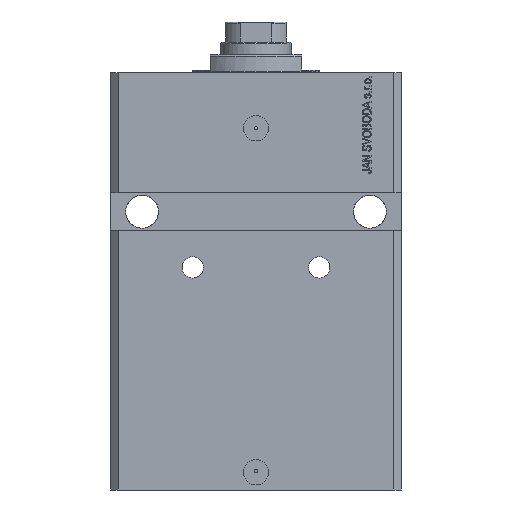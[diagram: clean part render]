
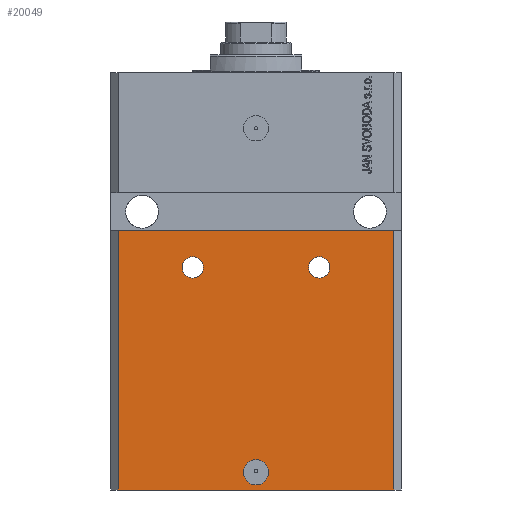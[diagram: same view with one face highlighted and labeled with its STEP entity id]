
A CAD part, front view. The second image highlights one B-rep face of the part: STEP entity #20049.
In plain terms, the highlighted planar face has unit normal (0, -1, 0).
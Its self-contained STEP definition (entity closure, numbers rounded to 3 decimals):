
#247 = DIRECTION ( 'NONE',  ( 1., 0., 0. ) ) ;
#299 = DIRECTION ( 'NONE',  ( 0., 0., 1. ) ) ;
#351 = CARTESIAN_POINT ( 'NONE',  ( -25., -45., -77. ) ) ;
#489 = ORIENTED_EDGE ( 'NONE', *, *, #42479, .F. ) ;
#1290 = DIRECTION ( 'NONE',  ( 1., 0., 0. ) ) ;
#1361 = EDGE_CURVE ( 'NONE', #9115, #37438, #21181, .T. ) ;
#1738 = DIRECTION ( 'NONE',  ( 1., 0., 0. ) ) ;
#2679 = VECTOR ( 'NONE', #299, 1000. ) ;
#4381 = CARTESIAN_POINT ( 'NONE',  ( 54.5, -45., -165. ) ) ;
#4627 = ORIENTED_EDGE ( 'NONE', *, *, #21227, .F. ) ;
#5587 = DIRECTION ( 'NONE',  ( 1., 0., 0. ) ) ;
#7076 = DIRECTION ( 'NONE',  ( 1., 0., 0. ) ) ;
#7787 = DIRECTION ( 'NONE',  ( 0., 0., 1. ) ) ;
#7934 = EDGE_CURVE ( 'NONE', #44891, #27493, #20758, .T. ) ;
#8322 = VERTEX_POINT ( 'NONE', #25889 ) ;
#8724 = PLANE ( 'NONE',  #48757 ) ;
#8762 = CARTESIAN_POINT ( 'NONE',  ( -20.75, -45., -77. ) ) ;
#9115 = VERTEX_POINT ( 'NONE', #36079 ) ;
#9214 = DIRECTION ( 'NONE',  ( 0., -1., 0. ) ) ;
#9807 = CARTESIAN_POINT ( 'NONE',  ( -54.5, -45., -165. ) ) ;
#11257 = CARTESIAN_POINT ( 'NONE',  ( 54.5, -45., -165. ) ) ;
#12493 = CARTESIAN_POINT ( 'NONE',  ( 0., -45., -158. ) ) ;
#12649 = VERTEX_POINT ( 'NONE', #35226 ) ;
#12697 = CARTESIAN_POINT ( 'NONE',  ( -54.5, -45., -165. ) ) ;
#12950 = ORIENTED_EDGE ( 'NONE', *, *, #1361, .F. ) ;
#13306 = CARTESIAN_POINT ( 'NONE',  ( 0., -45., -158. ) ) ;
#13821 = VERTEX_POINT ( 'NONE', #21933 ) ;
#14745 = CARTESIAN_POINT ( 'NONE',  ( -54.5, -45., -165. ) ) ;
#15287 = DIRECTION ( 'NONE',  ( 0., -1., 0. ) ) ;
#16132 = EDGE_LOOP ( 'NONE', ( #16445, #489 ) ) ;
#16445 = ORIENTED_EDGE ( 'NONE', *, *, #27850, .F. ) ;
#17975 = EDGE_LOOP ( 'NONE', ( #12950, #18205 ) ) ;
#18093 = EDGE_CURVE ( 'NONE', #12649, #26865, #18307, .T. ) ;
#18205 = ORIENTED_EDGE ( 'NONE', *, *, #47572, .F. ) ;
#18307 = LINE ( 'NONE', #36986, #35976 ) ;
#18468 = LINE ( 'NONE', #14745, #28113 ) ;
#19412 = CARTESIAN_POINT ( 'NONE',  ( 25., -45., -77. ) ) ;
#20049 = ADVANCED_FACE ( 'NONE', ( #31860, #43306, #35839, #35361 ), #8724, .T. ) ;
#20758 = LINE ( 'NONE', #9807, #32577 ) ;
#21114 = EDGE_CURVE ( 'NONE', #27493, #26865, #23192, .T. ) ;
#21181 = CIRCLE ( 'NONE', #34704, 5. ) ;
#21227 = EDGE_CURVE ( 'NONE', #44891, #12649, #18468, .T. ) ;
#21933 = CARTESIAN_POINT ( 'NONE',  ( -29.25, -45., -77. ) ) ;
#22080 = DIRECTION ( 'NONE',  ( 0., -1., 0. ) ) ;
#22567 = DIRECTION ( 'NONE',  ( -1., 0., 0. ) ) ;
#23192 = LINE ( 'NONE', #11257, #2679 ) ;
#23338 = EDGE_LOOP ( 'NONE', ( #31745, #4627, #34336, #36702 ) ) ;
#25889 = CARTESIAN_POINT ( 'NONE',  ( 20.75, -45., -77. ) ) ;
#25966 = AXIS2_PLACEMENT_3D ( 'NONE', #45228, #22080, #22567 ) ;
#26124 = ORIENTED_EDGE ( 'NONE', *, *, #31857, .F. ) ;
#26865 = VERTEX_POINT ( 'NONE', #42455 ) ;
#27367 = AXIS2_PLACEMENT_3D ( 'NONE', #19412, #34365, #247 ) ;
#27493 = VERTEX_POINT ( 'NONE', #4381 ) ;
#27850 = EDGE_CURVE ( 'NONE', #33244, #8322, #40283, .T. ) ;
#28113 = VECTOR ( 'NONE', #7787, 1000. ) ;
#29148 = CIRCLE ( 'NONE', #35532, 5. ) ;
#30218 = DIRECTION ( 'NONE',  ( 0., -1., 0. ) ) ;
#30652 = CIRCLE ( 'NONE', #37009, 4.25 ) ;
#31745 = ORIENTED_EDGE ( 'NONE', *, *, #18093, .F. ) ;
#31857 = EDGE_CURVE ( 'NONE', #42229, #13821, #41086, .T. ) ;
#31860 = FACE_BOUND ( 'NONE', #17975, .T. ) ;
#32577 = VECTOR ( 'NONE', #40174, 1000. ) ;
#33244 = VERTEX_POINT ( 'NONE', #36620 ) ;
#34221 = DIRECTION ( 'NONE',  ( -1., 0., 0. ) ) ;
#34336 = ORIENTED_EDGE ( 'NONE', *, *, #7934, .T. ) ;
#34365 = DIRECTION ( 'NONE',  ( 0., -1., 0. ) ) ;
#34704 = AXIS2_PLACEMENT_3D ( 'NONE', #13306, #48388, #5587 ) ;
#35226 = CARTESIAN_POINT ( 'NONE',  ( -54.5, -45., -62.5 ) ) ;
#35361 = FACE_OUTER_BOUND ( 'NONE', #23338, .T. ) ;
#35532 = AXIS2_PLACEMENT_3D ( 'NONE', #12493, #39116, #1290 ) ;
#35839 = FACE_BOUND ( 'NONE', #45012, .T. ) ;
#35976 = VECTOR ( 'NONE', #40959, 1000. ) ;
#36079 = CARTESIAN_POINT ( 'NONE',  ( 5., -45., -158. ) ) ;
#36620 = CARTESIAN_POINT ( 'NONE',  ( 29.25, -45., -77. ) ) ;
#36702 = ORIENTED_EDGE ( 'NONE', *, *, #21114, .T. ) ;
#36986 = CARTESIAN_POINT ( 'NONE',  ( -57.5, -45., -62.5 ) ) ;
#37009 = AXIS2_PLACEMENT_3D ( 'NONE', #351, #15287, #34221 ) ;
#37124 = CARTESIAN_POINT ( 'NONE',  ( -54.5, -45., -165. ) ) ;
#37438 = VERTEX_POINT ( 'NONE', #39605 ) ;
#39116 = DIRECTION ( 'NONE',  ( 0., -1., 0. ) ) ;
#39605 = CARTESIAN_POINT ( 'NONE',  ( -5., -45., -158. ) ) ;
#40174 = DIRECTION ( 'NONE',  ( 1., 0., 0. ) ) ;
#40283 = CIRCLE ( 'NONE', #41888, 4.25 ) ;
#40959 = DIRECTION ( 'NONE',  ( 1., 0., 0. ) ) ;
#41086 = CIRCLE ( 'NONE', #25966, 4.25 ) ;
#41888 = AXIS2_PLACEMENT_3D ( 'NONE', #49141, #30218, #7076 ) ;
#42229 = VERTEX_POINT ( 'NONE', #8762 ) ;
#42455 = CARTESIAN_POINT ( 'NONE',  ( 54.5, -45., -62.5 ) ) ;
#42479 = EDGE_CURVE ( 'NONE', #8322, #33244, #48014, .T. ) ;
#43306 = FACE_BOUND ( 'NONE', #16132, .T. ) ;
#44891 = VERTEX_POINT ( 'NONE', #37124 ) ;
#45012 = EDGE_LOOP ( 'NONE', ( #26124, #47510 ) ) ;
#45228 = CARTESIAN_POINT ( 'NONE',  ( -25., -45., -77. ) ) ;
#46330 = EDGE_CURVE ( 'NONE', #13821, #42229, #30652, .T. ) ;
#47510 = ORIENTED_EDGE ( 'NONE', *, *, #46330, .F. ) ;
#47572 = EDGE_CURVE ( 'NONE', #37438, #9115, #29148, .T. ) ;
#48014 = CIRCLE ( 'NONE', #27367, 4.25 ) ;
#48388 = DIRECTION ( 'NONE',  ( 0., -1., 0. ) ) ;
#48757 = AXIS2_PLACEMENT_3D ( 'NONE', #12697, #9214, #1738 ) ;
#49141 = CARTESIAN_POINT ( 'NONE',  ( 25., -45., -77. ) ) ;
